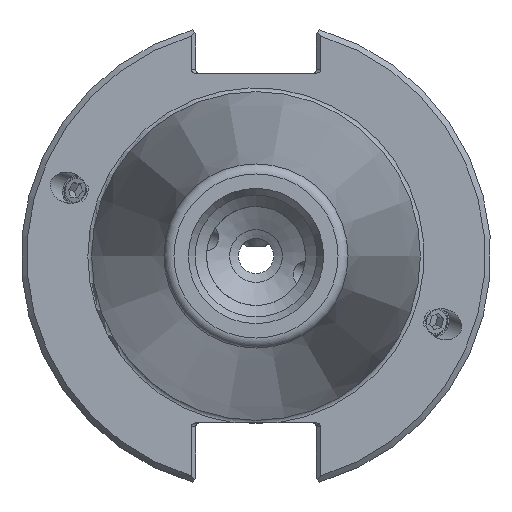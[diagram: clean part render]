
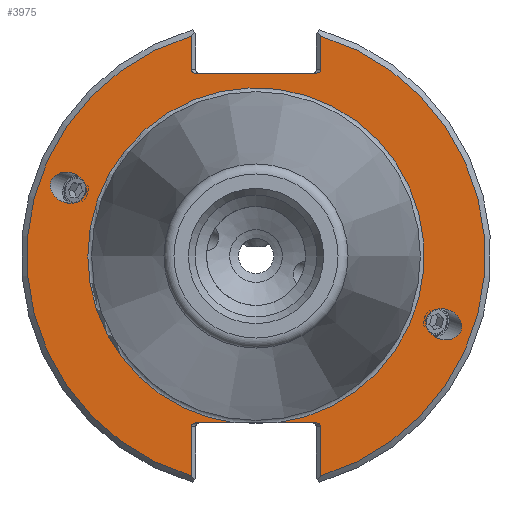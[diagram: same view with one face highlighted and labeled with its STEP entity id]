
A CAD part, left-side view. The second image highlights one B-rep face of the part: STEP entity #3975.
In plain terms, the highlighted planar face has unit normal (-1, 0, 0).
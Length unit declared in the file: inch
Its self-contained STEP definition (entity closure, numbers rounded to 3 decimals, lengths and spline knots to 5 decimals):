
#624=CARTESIAN_POINT('',(0.125,-0.90631,-0.32987));
#625=VERTEX_POINT('',#624);
#626=CARTESIAN_POINT('',(0.125,-0.99889,-0.36357));
#627=DIRECTION('',(1.0,0.,0.));
#628=DIRECTION('',(0.,-0.94,-0.342));
#629=AXIS2_PLACEMENT_3D('',#626,#627,#628);
#630=ELLIPSE('',#629,0.09853,0.08071);
#631=EDGE_CURVE('',#625,#625,#630,.T.);
#704=CARTESIAN_POINT('',(0.125,0.90631,0.32987));
#705=VERTEX_POINT('',#704);
#706=CARTESIAN_POINT('',(0.125,0.99889,0.36357));
#707=DIRECTION('',(1.0,0.,0.));
#708=DIRECTION('',(0.,0.94,0.342));
#709=AXIS2_PLACEMENT_3D('',#706,#707,#708);
#710=ELLIPSE('',#709,0.09853,0.08071);
#711=EDGE_CURVE('',#705,#705,#710,.T.);
#3021=CARTESIAN_POINT('',(0.125,0.345,0.992));
#3022=VERTEX_POINT('',#3021);
#3029=CARTESIAN_POINT('',(0.125,0.31672,0.972));
#3030=VERTEX_POINT('',#3029);
#3031=CARTESIAN_POINT('',(0.125,0.31672,0.992));
#3032=DIRECTION('',(-1.0,0.0,0.0));
#3033=DIRECTION('',(0.0,1.0,0.0));
#3034=AXIS2_PLACEMENT_3D('',#3031,#3032,#3033);
#3035=ELLIPSE('',#3034,0.02828,0.02);
#3036=EDGE_CURVE('',#3022,#3030,#3035,.T.);
#3121=CARTESIAN_POINT('',(0.125,0.345,1.1702));
#3122=VERTEX_POINT('',#3121);
#3129=CARTESIAN_POINT('',(0.125,0.345,1.1702));
#3130=DIRECTION('',(0.0,0.0,-1.0));
#3131=VECTOR('',#3130,0.1782);
#3132=LINE('',#3129,#3131);
#3133=EDGE_CURVE('',#3122,#3022,#3132,.T.);
#3233=CARTESIAN_POINT('',(0.125,-0.31672,0.972));
#3234=VERTEX_POINT('',#3233);
#3241=CARTESIAN_POINT('',(0.125,-0.345,0.992));
#3242=VERTEX_POINT('',#3241);
#3243=CARTESIAN_POINT('',(0.125,-0.31672,0.992));
#3244=DIRECTION('',(-1.0,0.0,0.0));
#3245=DIRECTION('',(0.0,-1.0,0.0));
#3246=AXIS2_PLACEMENT_3D('',#3243,#3244,#3245);
#3247=ELLIPSE('',#3246,0.02828,0.02);
#3248=EDGE_CURVE('',#3234,#3242,#3247,.T.);
#3298=CARTESIAN_POINT('',(0.125,-0.345,1.1702));
#3299=VERTEX_POINT('',#3298);
#3300=CARTESIAN_POINT('',(0.125,-0.345,0.992));
#3301=DIRECTION('',(0.0,0.0,1.0));
#3302=VECTOR('',#3301,0.1782);
#3303=LINE('',#3300,#3302);
#3304=EDGE_CURVE('',#3242,#3299,#3303,.T.);
#3322=CARTESIAN_POINT('',(0.125,-0.345,-0.908));
#3323=VERTEX_POINT('',#3322);
#3324=CARTESIAN_POINT('',(0.125,-0.31672,-0.888));
#3325=VERTEX_POINT('',#3324);
#3326=CARTESIAN_POINT('',(0.125,-0.31672,-0.908));
#3327=DIRECTION('',(-1.0,0.0,0.0));
#3328=DIRECTION('',(0.0,-1.0,0.0));
#3329=AXIS2_PLACEMENT_3D('',#3326,#3327,#3328);
#3330=ELLIPSE('',#3329,0.02828,0.02);
#3331=EDGE_CURVE('',#3323,#3325,#3330,.T.);
#3429=CARTESIAN_POINT('',(0.125,-0.345,-1.1702));
#3430=VERTEX_POINT('',#3429);
#3437=CARTESIAN_POINT('',(0.125,-0.345,-1.1702));
#3438=DIRECTION('',(0.0,0.0,1.0));
#3439=VECTOR('',#3438,0.2622);
#3440=LINE('',#3437,#3439);
#3441=EDGE_CURVE('',#3430,#3323,#3440,.T.);
#3541=CARTESIAN_POINT('',(0.125,0.31672,-0.888));
#3542=VERTEX_POINT('',#3541);
#3549=CARTESIAN_POINT('',(0.125,0.345,-0.908));
#3550=VERTEX_POINT('',#3549);
#3551=CARTESIAN_POINT('',(0.125,0.31672,-0.908));
#3552=DIRECTION('',(-1.0,0.0,0.0));
#3553=DIRECTION('',(0.0,1.0,0.0));
#3554=AXIS2_PLACEMENT_3D('',#3551,#3552,#3553);
#3555=ELLIPSE('',#3554,0.02828,0.02);
#3556=EDGE_CURVE('',#3542,#3550,#3555,.T.);
#3606=CARTESIAN_POINT('',(0.125,0.345,-1.1702));
#3607=VERTEX_POINT('',#3606);
#3608=CARTESIAN_POINT('',(0.125,0.345,-0.908));
#3609=DIRECTION('',(0.0,0.0,-1.0));
#3610=VECTOR('',#3609,0.2622);
#3611=LINE('',#3608,#3610);
#3612=EDGE_CURVE('',#3550,#3607,#3611,.T.);
#3679=CARTESIAN_POINT('',(0.125,0.31672,0.972));
#3680=DIRECTION('',(0.0,-1.0,0.0));
#3681=VECTOR('',#3680,0.63343);
#3682=LINE('',#3679,#3681);
#3683=EDGE_CURVE('',#3030,#3234,#3682,.T.);
#3887=CARTESIAN_POINT('',(0.125,-0.11172,-0.888));
#3888=VERTEX_POINT('',#3887);
#3889=CARTESIAN_POINT('',(0.125,0.11172,-0.888));
#3890=VERTEX_POINT('',#3889);
#3905=CARTESIAN_POINT('',(0.125,0.,0.0));
#3906=DIRECTION('',(-1.0,0.0,0.0));
#3907=DIRECTION('',(0.0,-1.0,0.0));
#3908=AXIS2_PLACEMENT_3D('',#3905,#3906,#3907);
#3909=CIRCLE('',#3908,0.895);
#3910=EDGE_CURVE('',#3888,#3890,#3909,.T.);
#3926=CARTESIAN_POINT('',(0.125,1.0625,0.0));
#3927=DIRECTION('',(-1.0,0.0,0.0));
#3928=DIRECTION('',(0.0,0.0,1.0));
#3929=AXIS2_PLACEMENT_3D('',#3926,#3927,#3928);
#3930=PLANE('',#3929);
#3931=ORIENTED_EDGE('',*,*,#3910,.F.);
#3932=CARTESIAN_POINT('',(0.125,-0.31672,-0.888));
#3933=DIRECTION('',(0.0,1.0,0.0));
#3934=VECTOR('',#3933,0.205);
#3935=LINE('',#3932,#3934);
#3936=EDGE_CURVE('',#3325,#3888,#3935,.T.);
#3937=ORIENTED_EDGE('',*,*,#3936,.F.);
#3938=ORIENTED_EDGE('',*,*,#3331,.F.);
#3939=ORIENTED_EDGE('',*,*,#3441,.F.);
#3940=CARTESIAN_POINT('',(0.125,0.,0.0));
#3941=DIRECTION('',(1.0,0.0,0.0));
#3942=DIRECTION('',(0.0,-1.0,0.0));
#3943=AXIS2_PLACEMENT_3D('',#3940,#3941,#3942);
#3944=CIRCLE('',#3943,1.22);
#3945=EDGE_CURVE('',#3299,#3430,#3944,.T.);
#3946=ORIENTED_EDGE('',*,*,#3945,.F.);
#3947=ORIENTED_EDGE('',*,*,#3304,.F.);
#3948=ORIENTED_EDGE('',*,*,#3248,.F.);
#3949=ORIENTED_EDGE('',*,*,#3683,.F.);
#3950=ORIENTED_EDGE('',*,*,#3036,.F.);
#3951=ORIENTED_EDGE('',*,*,#3133,.F.);
#3952=CARTESIAN_POINT('',(0.125,0.,0.0));
#3953=DIRECTION('',(1.0,0.0,0.0));
#3954=DIRECTION('',(0.0,1.0,0.0));
#3955=AXIS2_PLACEMENT_3D('',#3952,#3953,#3954);
#3956=CIRCLE('',#3955,1.22);
#3957=EDGE_CURVE('',#3607,#3122,#3956,.T.);
#3958=ORIENTED_EDGE('',*,*,#3957,.F.);
#3959=ORIENTED_EDGE('',*,*,#3612,.F.);
#3960=ORIENTED_EDGE('',*,*,#3556,.F.);
#3961=CARTESIAN_POINT('',(0.125,0.11172,-0.888));
#3962=DIRECTION('',(0.0,1.0,0.0));
#3963=VECTOR('',#3962,0.205);
#3964=LINE('',#3961,#3963);
#3965=EDGE_CURVE('',#3890,#3542,#3964,.T.);
#3966=ORIENTED_EDGE('',*,*,#3965,.F.);
#3967=EDGE_LOOP('',(#3931,#3937,#3938,#3939,#3946,#3947,#3948,#3949,#3950,#3951,#3958,#3959,#3960,#3966));
#3968=FACE_OUTER_BOUND('',#3967,.T.);
#3969=ORIENTED_EDGE('',*,*,#631,.T.);
#3970=EDGE_LOOP('',(#3969));
#3971=FACE_BOUND('',#3970,.T.);
#3972=ORIENTED_EDGE('',*,*,#711,.T.);
#3973=EDGE_LOOP('',(#3972));
#3974=FACE_BOUND('',#3973,.T.);
#3975=ADVANCED_FACE('',(#3968,#3971,#3974),#3930,.T.);
